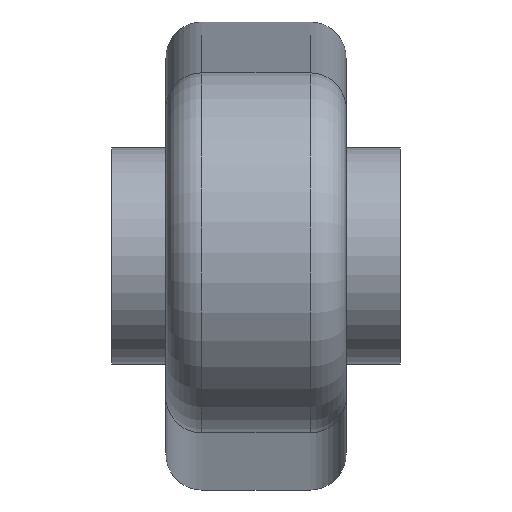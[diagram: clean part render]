
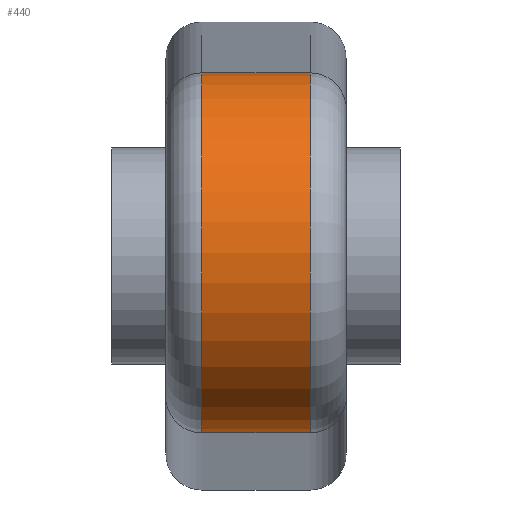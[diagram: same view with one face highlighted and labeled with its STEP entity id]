
A CAD part, top view. The second image highlights one B-rep face of the part: STEP entity #440.
In plain terms, the highlighted cylindrical face has radius 25 mm (diameter 50 mm), a partial arc.
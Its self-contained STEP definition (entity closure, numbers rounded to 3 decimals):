
#16 = VERTEX_POINT ( 'NONE', #178 ) ;
#18 = ORIENTED_EDGE ( 'NONE', *, *, #518, .T. ) ;
#35 = CARTESIAN_POINT ( 'NONE',  ( 0., 0., 250. ) ) ;
#69 = CARTESIAN_POINT ( 'NONE',  ( -7.5, 0., 250. ) ) ;
#79 = VERTEX_POINT ( 'NONE', #543 ) ;
#88 = AXIS2_PLACEMENT_3D ( 'NONE', #35, #93, #504 ) ;
#93 = DIRECTION ( 'NONE',  ( 1., 0., 0. ) ) ;
#100 = VECTOR ( 'NONE', #139, 1000. ) ;
#124 = LINE ( 'NONE', #182, #100 ) ;
#139 = DIRECTION ( 'NONE',  ( 1., 0., 0. ) ) ;
#143 = VECTOR ( 'NONE', #217, 1000. ) ;
#178 = CARTESIAN_POINT ( 'NONE',  ( 7.5, 24.989, 250.75 ) ) ;
#182 = CARTESIAN_POINT ( 'NONE',  ( 0., 24.989, 250.75 ) ) ;
#192 = EDGE_CURVE ( 'NONE', #16, #285, #484, .T. ) ;
#217 = DIRECTION ( 'NONE',  ( 1., 0., 0. ) ) ;
#229 = DIRECTION ( 'NONE',  ( 1., 0., 0. ) ) ;
#235 = ORIENTED_EDGE ( 'NONE', *, *, #192, .F. ) ;
#262 = DIRECTION ( 'NONE',  ( 0., 1., 0. ) ) ;
#285 = VERTEX_POINT ( 'NONE', #339 ) ;
#339 = CARTESIAN_POINT ( 'NONE',  ( 7.5, -24.989, 250.75 ) ) ;
#353 = DIRECTION ( 'NONE',  ( 1., 0., 0. ) ) ;
#377 = CARTESIAN_POINT ( 'NONE',  ( 0., -24.989, 250.75 ) ) ;
#401 = FACE_OUTER_BOUND ( 'NONE', #495, .T. ) ;
#428 = CIRCLE ( 'NONE', #444, 25. ) ;
#440 = ADVANCED_FACE ( 'NONE', ( #401 ), #605, .T. ) ;
#444 = AXIS2_PLACEMENT_3D ( 'NONE', #69, #229, #641 ) ;
#450 = VERTEX_POINT ( 'NONE', #611 ) ;
#484 = CIRCLE ( 'NONE', #546, 25. ) ;
#495 = EDGE_LOOP ( 'NONE', ( #18, #235, #541, #584 ) ) ;
#504 = DIRECTION ( 'NONE',  ( 0., 1., 0.03 ) ) ;
#518 = EDGE_CURVE ( 'NONE', #450, #285, #622, .T. ) ;
#541 = ORIENTED_EDGE ( 'NONE', *, *, #593, .F. ) ;
#543 = CARTESIAN_POINT ( 'NONE',  ( -7.5, 24.989, 250.75 ) ) ;
#546 = AXIS2_PLACEMENT_3D ( 'NONE', #574, #353, #262 ) ;
#574 = CARTESIAN_POINT ( 'NONE',  ( 7.5, 0., 250. ) ) ;
#584 = ORIENTED_EDGE ( 'NONE', *, *, #670, .T. ) ;
#593 = EDGE_CURVE ( 'NONE', #79, #16, #124, .T. ) ;
#605 = CYLINDRICAL_SURFACE ( 'NONE', #88, 25. ) ;
#611 = CARTESIAN_POINT ( 'NONE',  ( -7.5, -24.989, 250.75 ) ) ;
#622 = LINE ( 'NONE', #377, #143 ) ;
#641 = DIRECTION ( 'NONE',  ( 0., 1., 0. ) ) ;
#670 = EDGE_CURVE ( 'NONE', #79, #450, #428, .T. ) ;
